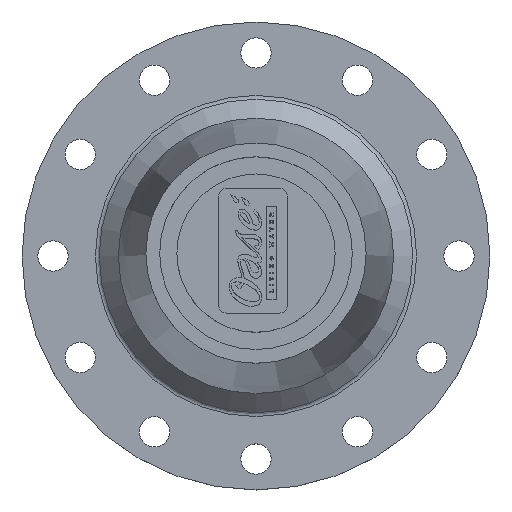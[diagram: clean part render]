
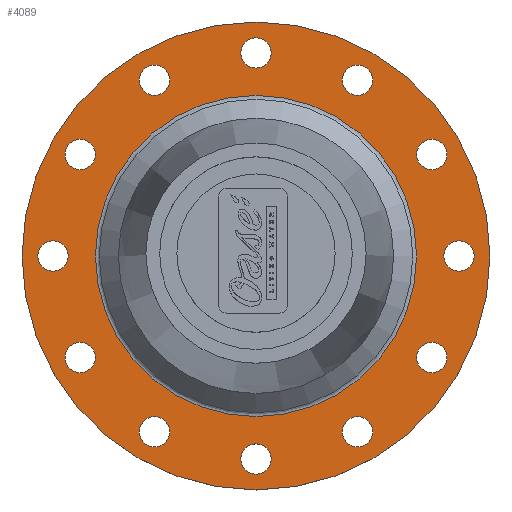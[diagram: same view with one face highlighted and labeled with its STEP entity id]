
A CAD part, top view. The second image highlights one B-rep face of the part: STEP entity #4089.
In plain terms, the highlighted face is planar.
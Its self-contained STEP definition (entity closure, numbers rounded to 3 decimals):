
#1046=PLANE('',#4330);
#1181=FACE_BOUND('',#1495,.T.);
#1182=FACE_BOUND('',#1496,.T.);
#1183=FACE_BOUND('',#1497,.T.);
#1184=FACE_BOUND('',#1498,.T.);
#1185=FACE_BOUND('',#1499,.T.);
#1186=FACE_BOUND('',#1500,.T.);
#1187=FACE_BOUND('',#1501,.T.);
#1188=FACE_BOUND('',#1502,.T.);
#1189=FACE_BOUND('',#1503,.T.);
#1190=FACE_BOUND('',#1504,.T.);
#1191=FACE_BOUND('',#1505,.T.);
#1192=FACE_BOUND('',#1506,.T.);
#1193=FACE_BOUND('',#1507,.T.);
#1256=FACE_OUTER_BOUND('',#1494,.T.);
#1494=EDGE_LOOP('',(#2854));
#1495=EDGE_LOOP('',(#2855));
#1496=EDGE_LOOP('',(#2856));
#1497=EDGE_LOOP('',(#2857));
#1498=EDGE_LOOP('',(#2858));
#1499=EDGE_LOOP('',(#2859));
#1500=EDGE_LOOP('',(#2860));
#1501=EDGE_LOOP('',(#2861));
#1502=EDGE_LOOP('',(#2862));
#1503=EDGE_LOOP('',(#2863));
#1504=EDGE_LOOP('',(#2864));
#1505=EDGE_LOOP('',(#2865));
#1506=EDGE_LOOP('',(#2866));
#1507=EDGE_LOOP('',(#2867));
#1802=CIRCLE('',#4327,116.688);
#1804=CIRCLE('',#4331,170.);
#1805=CIRCLE('',#4332,11.);
#1806=CIRCLE('',#4333,11.);
#1807=CIRCLE('',#4334,11.);
#1808=CIRCLE('',#4335,11.);
#1809=CIRCLE('',#4336,11.);
#1810=CIRCLE('',#4337,11.);
#1811=CIRCLE('',#4338,11.);
#1812=CIRCLE('',#4339,11.);
#1813=CIRCLE('',#4340,11.);
#1814=CIRCLE('',#4341,11.);
#1815=CIRCLE('',#4342,11.);
#1816=CIRCLE('',#4343,11.);
#1852=VERTEX_POINT('',#5346);
#1854=VERTEX_POINT('',#5352);
#1855=VERTEX_POINT('',#5354);
#1856=VERTEX_POINT('',#5356);
#1857=VERTEX_POINT('',#5358);
#1858=VERTEX_POINT('',#5360);
#1859=VERTEX_POINT('',#5362);
#1860=VERTEX_POINT('',#5364);
#1861=VERTEX_POINT('',#5366);
#1862=VERTEX_POINT('',#5368);
#1863=VERTEX_POINT('',#5370);
#1864=VERTEX_POINT('',#5372);
#1865=VERTEX_POINT('',#5374);
#1866=VERTEX_POINT('',#5376);
#2260=EDGE_CURVE('',#1852,#1852,#1802,.T.);
#2262=EDGE_CURVE('',#1854,#1854,#1804,.T.);
#2263=EDGE_CURVE('',#1855,#1855,#1805,.T.);
#2264=EDGE_CURVE('',#1856,#1856,#1806,.T.);
#2265=EDGE_CURVE('',#1857,#1857,#1807,.T.);
#2266=EDGE_CURVE('',#1858,#1858,#1808,.T.);
#2267=EDGE_CURVE('',#1859,#1859,#1809,.T.);
#2268=EDGE_CURVE('',#1860,#1860,#1810,.T.);
#2269=EDGE_CURVE('',#1861,#1861,#1811,.T.);
#2270=EDGE_CURVE('',#1862,#1862,#1812,.T.);
#2271=EDGE_CURVE('',#1863,#1863,#1813,.T.);
#2272=EDGE_CURVE('',#1864,#1864,#1814,.T.);
#2273=EDGE_CURVE('',#1865,#1865,#1815,.T.);
#2274=EDGE_CURVE('',#1866,#1866,#1816,.T.);
#2854=ORIENTED_EDGE('',*,*,#2262,.F.);
#2855=ORIENTED_EDGE('',*,*,#2263,.T.);
#2856=ORIENTED_EDGE('',*,*,#2264,.T.);
#2857=ORIENTED_EDGE('',*,*,#2265,.T.);
#2858=ORIENTED_EDGE('',*,*,#2266,.T.);
#2859=ORIENTED_EDGE('',*,*,#2267,.T.);
#2860=ORIENTED_EDGE('',*,*,#2268,.T.);
#2861=ORIENTED_EDGE('',*,*,#2269,.T.);
#2862=ORIENTED_EDGE('',*,*,#2270,.T.);
#2863=ORIENTED_EDGE('',*,*,#2271,.T.);
#2864=ORIENTED_EDGE('',*,*,#2272,.T.);
#2865=ORIENTED_EDGE('',*,*,#2273,.T.);
#2866=ORIENTED_EDGE('',*,*,#2274,.T.);
#2867=ORIENTED_EDGE('',*,*,#2260,.F.);
#4089=ADVANCED_FACE('',(#1256,#1181,#1182,#1183,#1184,#1185,#1186,#1187,
#1188,#1189,#1190,#1191,#1192,#1193),#1046,.T.);
#4327=AXIS2_PLACEMENT_3D('',#5347,#4541,#4542);
#4330=AXIS2_PLACEMENT_3D('',#5351,#4547,#4548);
#4331=AXIS2_PLACEMENT_3D('',#5353,#4549,#4550);
#4332=AXIS2_PLACEMENT_3D('',#5355,#4551,#4552);
#4333=AXIS2_PLACEMENT_3D('',#5357,#4553,#4554);
#4334=AXIS2_PLACEMENT_3D('',#5359,#4555,#4556);
#4335=AXIS2_PLACEMENT_3D('',#5361,#4557,#4558);
#4336=AXIS2_PLACEMENT_3D('',#5363,#4559,#4560);
#4337=AXIS2_PLACEMENT_3D('',#5365,#4561,#4562);
#4338=AXIS2_PLACEMENT_3D('',#5367,#4563,#4564);
#4339=AXIS2_PLACEMENT_3D('',#5369,#4565,#4566);
#4340=AXIS2_PLACEMENT_3D('',#5371,#4567,#4568);
#4341=AXIS2_PLACEMENT_3D('',#5373,#4569,#4570);
#4342=AXIS2_PLACEMENT_3D('',#5375,#4571,#4572);
#4343=AXIS2_PLACEMENT_3D('',#5377,#4573,#4574);
#4541=DIRECTION('center_axis',(0.,1.,0.));
#4542=DIRECTION('ref_axis',(-1.,0.,0.));
#4547=DIRECTION('center_axis',(0.,1.,0.));
#4548=DIRECTION('ref_axis',(0.,0.,1.));
#4549=DIRECTION('center_axis',(0.,-1.,0.));
#4550=DIRECTION('ref_axis',(1.,0.,0.));
#4551=DIRECTION('center_axis',(0.,-1.,0.));
#4552=DIRECTION('ref_axis',(-1.,0.,0.));
#4553=DIRECTION('center_axis',(0.,-1.,0.));
#4554=DIRECTION('ref_axis',(-1.,0.,0.));
#4555=DIRECTION('center_axis',(0.,-1.,0.));
#4556=DIRECTION('ref_axis',(-1.,0.,0.));
#4557=DIRECTION('center_axis',(0.,-1.,0.));
#4558=DIRECTION('ref_axis',(-1.,0.,0.));
#4559=DIRECTION('center_axis',(0.,-1.,0.));
#4560=DIRECTION('ref_axis',(-1.,0.,0.));
#4561=DIRECTION('center_axis',(0.,-1.,0.));
#4562=DIRECTION('ref_axis',(-1.,0.,0.));
#4563=DIRECTION('center_axis',(0.,-1.,0.));
#4564=DIRECTION('ref_axis',(-1.,0.,0.));
#4565=DIRECTION('center_axis',(0.,-1.,0.));
#4566=DIRECTION('ref_axis',(-1.,0.,0.));
#4567=DIRECTION('center_axis',(0.,-1.,0.));
#4568=DIRECTION('ref_axis',(-1.,0.,0.));
#4569=DIRECTION('center_axis',(0.,-1.,0.));
#4570=DIRECTION('ref_axis',(-1.,0.,0.));
#4571=DIRECTION('center_axis',(0.,-1.,0.));
#4572=DIRECTION('ref_axis',(-1.,0.,0.));
#4573=DIRECTION('center_axis',(0.,-1.,0.));
#4574=DIRECTION('ref_axis',(-1.,0.,0.));
#5346=CARTESIAN_POINT('',(116.688,20.,0.));
#5347=CARTESIAN_POINT('Origin',(0.,20.,0.));
#5351=CARTESIAN_POINT('Origin',(170.,20.,0.));
#5352=CARTESIAN_POINT('',(170.,20.,0.));
#5353=CARTESIAN_POINT('Origin',(0.,20.,0.));
#5354=CARTESIAN_POINT('',(84.75,20.,-127.739));
#5355=CARTESIAN_POINT('Origin',(73.75,20.,-127.739));
#5356=CARTESIAN_POINT('',(-62.75,20.,-127.739));
#5357=CARTESIAN_POINT('Origin',(-73.75,20.,-127.739));
#5358=CARTESIAN_POINT('',(-136.5,20.,0.));
#5359=CARTESIAN_POINT('Origin',(-147.5,20.,0.));
#5360=CARTESIAN_POINT('',(-62.75,20.,127.739));
#5361=CARTESIAN_POINT('Origin',(-73.75,20.,127.739));
#5362=CARTESIAN_POINT('',(84.75,20.,127.739));
#5363=CARTESIAN_POINT('Origin',(73.75,20.,127.739));
#5364=CARTESIAN_POINT('',(158.5,20.,0.));
#5365=CARTESIAN_POINT('Origin',(147.5,20.,0.));
#5366=CARTESIAN_POINT('',(138.739,20.,73.75));
#5367=CARTESIAN_POINT('Origin',(127.739,20.,73.75));
#5368=CARTESIAN_POINT('',(11.,20.,147.5));
#5369=CARTESIAN_POINT('Origin',(0.,20.,147.5));
#5370=CARTESIAN_POINT('',(-116.739,20.,73.75));
#5371=CARTESIAN_POINT('Origin',(-127.739,20.,73.75));
#5372=CARTESIAN_POINT('',(-116.739,20.,-73.75));
#5373=CARTESIAN_POINT('Origin',(-127.739,20.,-73.75));
#5374=CARTESIAN_POINT('',(11.,20.,-147.5));
#5375=CARTESIAN_POINT('Origin',(0.,20.,-147.5));
#5376=CARTESIAN_POINT('',(138.739,20.,-73.75));
#5377=CARTESIAN_POINT('Origin',(127.739,20.,-73.75));
